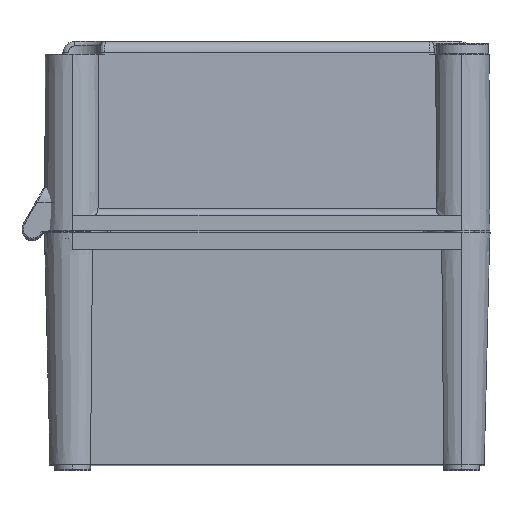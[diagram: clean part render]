
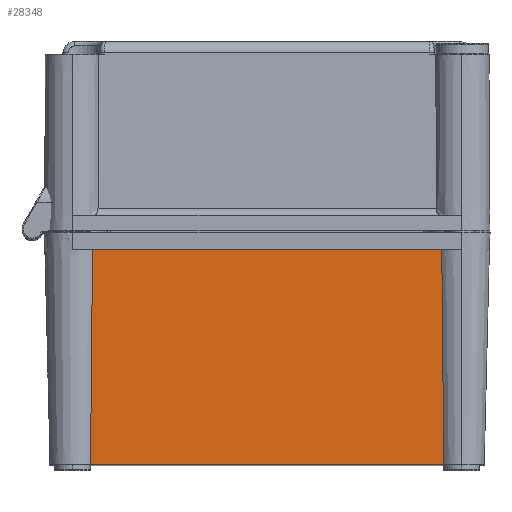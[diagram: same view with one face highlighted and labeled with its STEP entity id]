
A CAD part, top view. The second image highlights one B-rep face of the part: STEP entity #28348.
In plain terms, the highlighted planar face has unit normal (0, -0.026, 1).
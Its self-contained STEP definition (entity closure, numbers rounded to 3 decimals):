
#514 = DIRECTION ( 'NONE',  ( 0., -1., -0.026 ) ) ;
#1949 = FACE_OUTER_BOUND ( 'NONE', #21756, .T. ) ;
#6146 = CARTESIAN_POINT ( 'NONE',  ( -74.203, 28.641, 183.75 ) ) ;
#6476 = CARTESIAN_POINT ( 'NONE',  ( 74.5, 0., 183. ) ) ;
#7709 = VECTOR ( 'NONE', #11581, 1000. ) ;
#7959 = LINE ( 'NONE', #18968, #7709 ) ;
#8420 = CARTESIAN_POINT ( 'NONE',  ( -73.922, 58.937, 184.543 ) ) ;
#8446 = VERTEX_POINT ( 'NONE', #25657 ) ;
#9435 = ORIENTED_EDGE ( 'NONE', *, *, #14883, .T. ) ;
#10032 = EDGE_CURVE ( 'NONE', #25012, #24222, #7959, .T. ) ;
#10531 = CARTESIAN_POINT ( 'NONE',  ( -81., 0., 183. ) ) ;
#11581 = DIRECTION ( 'NONE',  ( 1., 0., 0. ) ) ;
#11808 = PLANE ( 'NONE',  #19743 ) ;
#13139 = EDGE_CURVE ( 'NONE', #24222, #22558, #29913, .T. ) ;
#14883 = EDGE_CURVE ( 'NONE', #8446, #22558, #21950, .T. ) ;
#14887 = DIRECTION ( 'NONE',  ( 1., 0., 0. ) ) ;
#16104 = CARTESIAN_POINT ( 'NONE',  ( -81., 0., 183. ) ) ;
#16469 = CARTESIAN_POINT ( 'NONE',  ( 74.5, 0., 183. ) ) ;
#17942 = CARTESIAN_POINT ( 'NONE',  ( 73.656, 90.8, 185.378 ) ) ;
#18968 = CARTESIAN_POINT ( 'NONE',  ( -81., 90.8, 185.378 ) ) ;
#19743 = AXIS2_PLACEMENT_3D ( 'NONE', #16104, #21078, #514 ) ;
#21078 = DIRECTION ( 'NONE',  ( 0., -0.026, 1. ) ) ;
#21467 = VECTOR ( 'NONE', #14887, 1000. ) ;
#21756 = EDGE_LOOP ( 'NONE', ( #28670, #26185, #9435, #26540 ) ) ;
#21950 = LINE ( 'NONE', #10531, #21467 ) ;
#22360 = CARTESIAN_POINT ( 'NONE',  ( -73.656, 90.8, 185.378 ) ) ;
#22558 = VERTEX_POINT ( 'NONE', #16469 ) ;
#23299 = EDGE_CURVE ( 'NONE', #8446, #25012, #26113, .T. ) ;
#24222 = VERTEX_POINT ( 'NONE', #29898 ) ;
#24944 = CARTESIAN_POINT ( 'NONE',  ( 73.922, 58.937, 184.543 ) ) ;
#25012 = VERTEX_POINT ( 'NONE', #22360 ) ;
#25136 = CARTESIAN_POINT ( 'NONE',  ( 74.203, 28.641, 183.75 ) ) ;
#25657 = CARTESIAN_POINT ( 'NONE',  ( -74.5, 0., 183. ) ) ;
#26113 =( BOUNDED_CURVE ( )  B_SPLINE_CURVE ( 3, ( #28417, #6146, #8420, #27364 ),
 .UNSPECIFIED., .F., .F. ) 
 B_SPLINE_CURVE_WITH_KNOTS ( ( 4, 4 ),
 ( 3.879, 3.987 ),
 .UNSPECIFIED. ) 
 CURVE ( )  GEOMETRIC_REPRESENTATION_ITEM ( )  RATIONAL_B_SPLINE_CURVE ( ( 1., 0.999, 0.999, 1. ) ) 
 REPRESENTATION_ITEM ( '' )  );
#26185 = ORIENTED_EDGE ( 'NONE', *, *, #23299, .F. ) ;
#26540 = ORIENTED_EDGE ( 'NONE', *, *, #13139, .F. ) ;
#27364 = CARTESIAN_POINT ( 'NONE',  ( -73.656, 90.8, 185.378 ) ) ;
#28348 = ADVANCED_FACE ( 'NONE', ( #1949 ), #11808, .T. ) ;
#28417 = CARTESIAN_POINT ( 'NONE',  ( -74.5, 0., 183. ) ) ;
#28670 = ORIENTED_EDGE ( 'NONE', *, *, #10032, .F. ) ;
#29898 = CARTESIAN_POINT ( 'NONE',  ( 73.656, 90.8, 185.378 ) ) ;
#29913 =( BOUNDED_CURVE ( )  B_SPLINE_CURVE ( 3, ( #17942, #24944, #25136, #6476 ),
 .UNSPECIFIED., .F., .F. ) 
 B_SPLINE_CURVE_WITH_KNOTS ( ( 4, 4 ),
 ( 2.296, 2.404 ),
 .UNSPECIFIED. ) 
 CURVE ( )  GEOMETRIC_REPRESENTATION_ITEM ( )  RATIONAL_B_SPLINE_CURVE ( ( 1., 0.999, 0.999, 1. ) ) 
 REPRESENTATION_ITEM ( '' )  );
